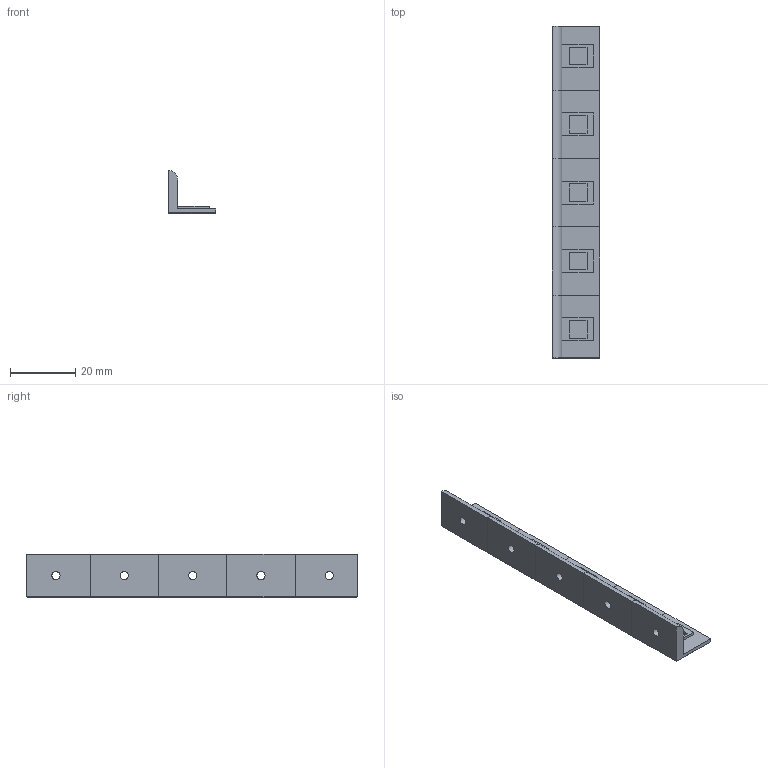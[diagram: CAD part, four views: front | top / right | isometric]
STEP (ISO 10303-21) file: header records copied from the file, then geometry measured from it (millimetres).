
FILE_DESCRIPTION(/* description */ (''),/* implementation_level */ '2;1');
FILE_NAME(/* name */ 'LED-Diffusor.stp',/* time_stamp */ '2022-03-18T08:16:45+01:00',/* author */ (''),/* organization */ (''),/* preprocessor_version */ 'ST-DEVELOPER v15.2',/* originating_system */ 'Autodesk Translator Framework v2.0.0.5431',/* authorisation */ '');
FILE_SCHEMA (('AUTOMOTIVE_DESIGN { 1 0 10303 214 3 1 1 }'));
Length unit declared in the file: centimetre
Products named in the file (1): LED-Diffusor
Bounding box: 14.75 x 102 x 13.3 mm (x, y, z)
Volume: 5740.3 mm3; surface area: 6337.3 mm2
Topology: 5 solids, 5 shells, 102 faces, 257 edges, 170 vertices
Faces by surface type: plane 92, cylinder 10
Full cylindrical faces by diameter (mm): 2.5 x5
Entity records: 3007 total; most frequent: CARTESIAN_POINT 525, ORIENTED_EDGE 504, DIRECTION 478, EDGE_CURVE 252, LINE 232, VECTOR 232, VERTEX_POINT 170, AXIS2_PLACEMENT_3D 123
